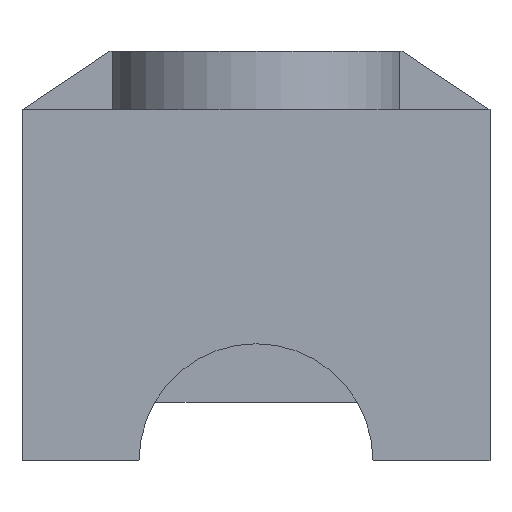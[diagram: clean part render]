
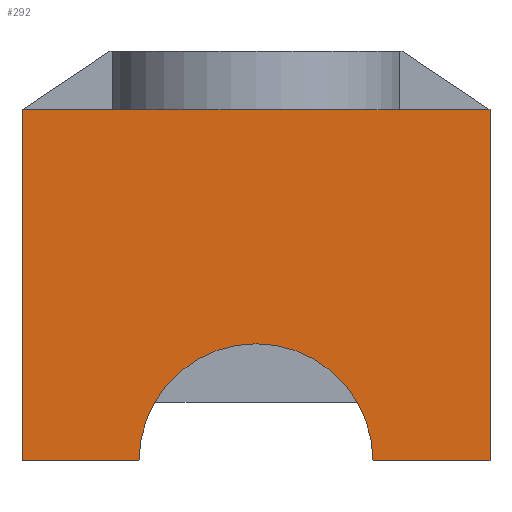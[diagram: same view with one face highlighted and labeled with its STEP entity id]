
A CAD part, front view. The second image highlights one B-rep face of the part: STEP entity #292.
In plain terms, the highlighted planar face has unit normal (0, -1, 0).
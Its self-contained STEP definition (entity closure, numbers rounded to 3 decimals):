
#107 = DIRECTION ( 'NONE',  ( 0., 0., 1. ) ) ;
#111 = CARTESIAN_POINT ( 'NONE',  ( -20., 0., 0. ) ) ;
#112 = VECTOR ( 'NONE', #898, 1000. ) ;
#124 = LINE ( 'NONE', #1284, #1167 ) ;
#152 = VERTEX_POINT ( 'NONE', #1553 ) ;
#153 = CARTESIAN_POINT ( 'NONE',  ( -80., 0., 60. ) ) ;
#160 = DIRECTION ( 'NONE',  ( 0., 1., 0. ) ) ;
#236 = AXIS2_PLACEMENT_3D ( 'NONE', #1474, #333, #829 ) ;
#239 = EDGE_CURVE ( 'NONE', #931, #1333, #1497, .T. ) ;
#292 = ADVANCED_FACE ( 'NONE', ( #1606 ), #458, .F. ) ;
#294 = CARTESIAN_POINT ( 'NONE',  ( -40., 0., 20. ) ) ;
#333 = DIRECTION ( 'NONE',  ( 0., 1., 0. ) ) ;
#337 = DIRECTION ( 'NONE',  ( 0., 1., 0. ) ) ;
#362 = CARTESIAN_POINT ( 'NONE',  ( 0., 0., 0. ) ) ;
#365 = EDGE_CURVE ( 'NONE', #152, #931, #124, .T. ) ;
#391 = DIRECTION ( 'NONE',  ( 0., 0., 1. ) ) ;
#392 = EDGE_CURVE ( 'NONE', #697, #1333, #1504, .T. ) ;
#405 = VERTEX_POINT ( 'NONE', #613 ) ;
#420 = EDGE_CURVE ( 'NONE', #152, #405, #1646, .T. ) ;
#458 = PLANE ( 'NONE',  #897 ) ;
#494 = EDGE_CURVE ( 'NONE', #1427, #697, #1527, .T. ) ;
#527 = CIRCLE ( 'NONE', #550, 20. ) ;
#536 = VECTOR ( 'NONE', #1426, 1000. ) ;
#550 = AXIS2_PLACEMENT_3D ( 'NONE', #1304, #160, #668 ) ;
#576 = VERTEX_POINT ( 'NONE', #294 ) ;
#606 = ORIENTED_EDGE ( 'NONE', *, *, #494, .T. ) ;
#613 = CARTESIAN_POINT ( 'NONE',  ( -60., 0., 0. ) ) ;
#622 = ORIENTED_EDGE ( 'NONE', *, *, #392, .T. ) ;
#648 = ORIENTED_EDGE ( 'NONE', *, *, #420, .T. ) ;
#668 = DIRECTION ( 'NONE',  ( 0., 0., 1. ) ) ;
#697 = VERTEX_POINT ( 'NONE', #1077 ) ;
#724 = ORIENTED_EDGE ( 'NONE', *, *, #239, .F. ) ;
#749 = EDGE_LOOP ( 'NONE', ( #622, #724, #774, #648, #1447, #1035, #606 ) ) ;
#774 = ORIENTED_EDGE ( 'NONE', *, *, #365, .F. ) ;
#829 = DIRECTION ( 'NONE',  ( 0., 0., 1. ) ) ;
#897 = AXIS2_PLACEMENT_3D ( 'NONE', #1479, #337, #967 ) ;
#898 = DIRECTION ( 'NONE',  ( 1., 0., 0. ) ) ;
#931 = VERTEX_POINT ( 'NONE', #153 ) ;
#967 = DIRECTION ( 'NONE',  ( 0., 0., 1. ) ) ;
#1028 = CARTESIAN_POINT ( 'NONE',  ( -80., 0., 0. ) ) ;
#1035 = ORIENTED_EDGE ( 'NONE', *, *, #1609, .T. ) ;
#1077 = CARTESIAN_POINT ( 'NONE',  ( 0., 0., 0. ) ) ;
#1167 = VECTOR ( 'NONE', #391, 1000. ) ;
#1208 = CARTESIAN_POINT ( 'NONE',  ( -80., 0., 60. ) ) ;
#1284 = CARTESIAN_POINT ( 'NONE',  ( -80., 0., 0. ) ) ;
#1295 = CARTESIAN_POINT ( 'NONE',  ( 0., 0., 60. ) ) ;
#1304 = CARTESIAN_POINT ( 'NONE',  ( -40., 0., 0. ) ) ;
#1307 = CARTESIAN_POINT ( 'NONE',  ( -80., 0., 0. ) ) ;
#1333 = VERTEX_POINT ( 'NONE', #1295 ) ;
#1352 = DIRECTION ( 'NONE',  ( 1., 0., 0. ) ) ;
#1363 = EDGE_CURVE ( 'NONE', #405, #576, #527, .T. ) ;
#1417 = VECTOR ( 'NONE', #107, 1000. ) ;
#1426 = DIRECTION ( 'NONE',  ( 1., 0., 0. ) ) ;
#1427 = VERTEX_POINT ( 'NONE', #111 ) ;
#1436 = CIRCLE ( 'NONE', #236, 20. ) ;
#1447 = ORIENTED_EDGE ( 'NONE', *, *, #1363, .T. ) ;
#1474 = CARTESIAN_POINT ( 'NONE',  ( -40., 0., 0. ) ) ;
#1479 = CARTESIAN_POINT ( 'NONE',  ( -80., 0., 0. ) ) ;
#1497 = LINE ( 'NONE', #1208, #1659 ) ;
#1504 = LINE ( 'NONE', #362, #1417 ) ;
#1527 = LINE ( 'NONE', #1028, #112 ) ;
#1553 = CARTESIAN_POINT ( 'NONE',  ( -80., 0., 0. ) ) ;
#1606 = FACE_OUTER_BOUND ( 'NONE', #749, .T. ) ;
#1609 = EDGE_CURVE ( 'NONE', #576, #1427, #1436, .T. ) ;
#1646 = LINE ( 'NONE', #1307, #536 ) ;
#1659 = VECTOR ( 'NONE', #1352, 1000. ) ;
